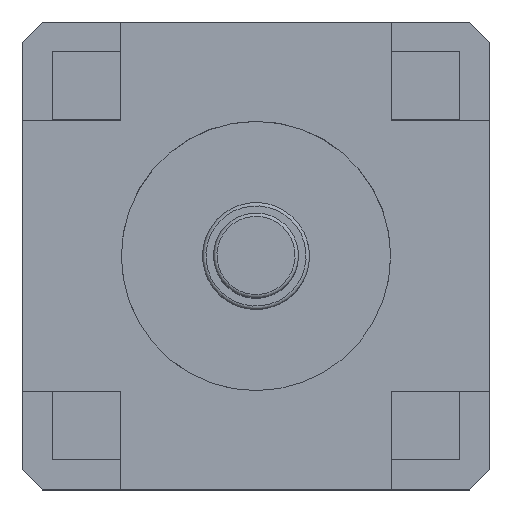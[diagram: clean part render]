
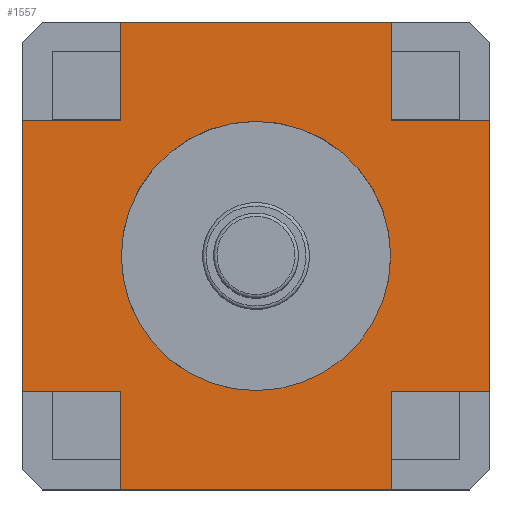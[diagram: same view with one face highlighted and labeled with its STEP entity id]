
A CAD part, top view. The second image highlights one B-rep face of the part: STEP entity #1557.
In plain terms, the highlighted planar face has unit normal (0, 0, 1).
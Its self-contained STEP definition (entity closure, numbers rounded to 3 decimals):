
#42=LINE('',#2139,#138);
#43=LINE('',#2142,#139);
#44=LINE('',#2144,#140);
#45=LINE('',#2146,#141);
#46=LINE('',#2148,#142);
#47=LINE('',#2150,#143);
#48=LINE('',#2152,#144);
#49=LINE('',#2154,#145);
#50=LINE('',#2156,#146);
#51=LINE('',#2158,#147);
#52=LINE('',#2160,#148);
#53=LINE('',#2162,#149);
#138=VECTOR('',#1800,1000.);
#139=VECTOR('',#1801,1000.);
#140=VECTOR('',#1802,1000.);
#141=VECTOR('',#1803,1000.);
#142=VECTOR('',#1804,1000.);
#143=VECTOR('',#1805,1000.);
#144=VECTOR('',#1806,1000.);
#145=VECTOR('',#1807,1000.);
#146=VECTOR('',#1808,1000.);
#147=VECTOR('',#1809,1000.);
#148=VECTOR('',#1810,1000.);
#149=VECTOR('',#1811,1000.);
#239=PLANE('',#1649);
#320=ORIENTED_EDGE('',*,*,#590,.F.);
#321=ORIENTED_EDGE('',*,*,#591,.T.);
#322=ORIENTED_EDGE('',*,*,#592,.F.);
#323=ORIENTED_EDGE('',*,*,#593,.F.);
#324=ORIENTED_EDGE('',*,*,#594,.T.);
#325=ORIENTED_EDGE('',*,*,#595,.T.);
#326=ORIENTED_EDGE('',*,*,#596,.T.);
#327=ORIENTED_EDGE('',*,*,#597,.T.);
#328=ORIENTED_EDGE('',*,*,#598,.F.);
#329=ORIENTED_EDGE('',*,*,#599,.F.);
#330=ORIENTED_EDGE('',*,*,#600,.T.);
#331=ORIENTED_EDGE('',*,*,#601,.T.);
#332=ORIENTED_EDGE('',*,*,#602,.T.);
#590=EDGE_CURVE('',#729,#729,#814,.T.);
#591=EDGE_CURVE('',#730,#731,#42,.T.);
#592=EDGE_CURVE('',#732,#731,#43,.T.);
#593=EDGE_CURVE('',#733,#732,#44,.T.);
#594=EDGE_CURVE('',#733,#734,#45,.T.);
#595=EDGE_CURVE('',#734,#735,#46,.T.);
#596=EDGE_CURVE('',#735,#736,#47,.T.);
#597=EDGE_CURVE('',#736,#737,#48,.T.);
#598=EDGE_CURVE('',#738,#737,#49,.T.);
#599=EDGE_CURVE('',#739,#738,#50,.T.);
#600=EDGE_CURVE('',#739,#740,#51,.T.);
#601=EDGE_CURVE('',#740,#741,#52,.T.);
#602=EDGE_CURVE('',#741,#730,#53,.T.);
#729=VERTEX_POINT('',#2138);
#730=VERTEX_POINT('',#2140);
#731=VERTEX_POINT('',#2141);
#732=VERTEX_POINT('',#2143);
#733=VERTEX_POINT('',#2145);
#734=VERTEX_POINT('',#2147);
#735=VERTEX_POINT('',#2149);
#736=VERTEX_POINT('',#2151);
#737=VERTEX_POINT('',#2153);
#738=VERTEX_POINT('',#2155);
#739=VERTEX_POINT('',#2157);
#740=VERTEX_POINT('',#2159);
#741=VERTEX_POINT('',#2161);
#814=CIRCLE('',#1650,2.015);
#857=EDGE_LOOP('',(#320));
#858=EDGE_LOOP('',(#321,#322,#323,#324,#325,#326,#327,#328,#329,#330,#331,
#332));
#959=FACE_BOUND('',#857,.T.);
#960=FACE_BOUND('',#858,.T.);
#1557=ADVANCED_FACE('',(#959,#960),#239,.T.);
#1649=AXIS2_PLACEMENT_3D('',#2136,#1796,#1797);
#1650=AXIS2_PLACEMENT_3D('',#2137,#1798,#1799);
#1796=DIRECTION('',(0.,0.,1.));
#1797=DIRECTION('',(1.,0.,0.));
#1798=DIRECTION('',(0.,0.,1.));
#1799=DIRECTION('',(1.,0.,0.));
#1800=DIRECTION('',(-1.,0.,0.));
#1801=DIRECTION('',(0.,1.,0.));
#1802=DIRECTION('',(1.,0.,0.));
#1803=DIRECTION('',(0.,-1.,0.));
#1804=DIRECTION('',(1.,0.,0.));
#1805=DIRECTION('',(0.,-1.,0.));
#1806=DIRECTION('',(1.,0.,0.));
#1807=DIRECTION('',(0.,-1.,0.));
#1808=DIRECTION('',(-1.,0.,0.));
#1809=DIRECTION('',(0.,1.,0.));
#1810=DIRECTION('',(-1.,0.,0.));
#1811=DIRECTION('',(0.,1.,0.));
#2136=CARTESIAN_POINT('',(0.,0.,1.1));
#2137=CARTESIAN_POINT('',(0.,0.,1.1));
#2138=CARTESIAN_POINT('',(2.015,0.,1.1));
#2139=CARTESIAN_POINT('',(3.5,3.5,1.1));
#2140=CARTESIAN_POINT('',(2.03,3.5,1.1));
#2141=CARTESIAN_POINT('',(-2.03,3.5,1.1));
#2142=CARTESIAN_POINT('',(-2.03,3.5,1.1));
#2143=CARTESIAN_POINT('',(-2.03,2.03,1.1));
#2144=CARTESIAN_POINT('',(-2.03,2.03,1.1));
#2145=CARTESIAN_POINT('',(-3.5,2.03,1.1));
#2146=CARTESIAN_POINT('',(-3.5,3.5,1.1));
#2147=CARTESIAN_POINT('',(-3.5,-2.03,1.1));
#2148=CARTESIAN_POINT('',(-2.03,-2.03,1.1));
#2149=CARTESIAN_POINT('',(-2.03,-2.03,1.1));
#2150=CARTESIAN_POINT('',(-2.03,-3.5,1.1));
#2151=CARTESIAN_POINT('',(-2.03,-3.5,1.1));
#2152=CARTESIAN_POINT('',(-3.5,-3.5,1.1));
#2153=CARTESIAN_POINT('',(2.03,-3.5,1.1));
#2154=CARTESIAN_POINT('',(2.03,-3.5,1.1));
#2155=CARTESIAN_POINT('',(2.03,-2.03,1.1));
#2156=CARTESIAN_POINT('',(2.03,-2.03,1.1));
#2157=CARTESIAN_POINT('',(3.5,-2.03,1.1));
#2158=CARTESIAN_POINT('',(3.5,-3.5,1.1));
#2159=CARTESIAN_POINT('',(3.5,2.03,1.1));
#2160=CARTESIAN_POINT('',(2.03,2.03,1.1));
#2161=CARTESIAN_POINT('',(2.03,2.03,1.1));
#2162=CARTESIAN_POINT('',(2.03,3.5,1.1));
